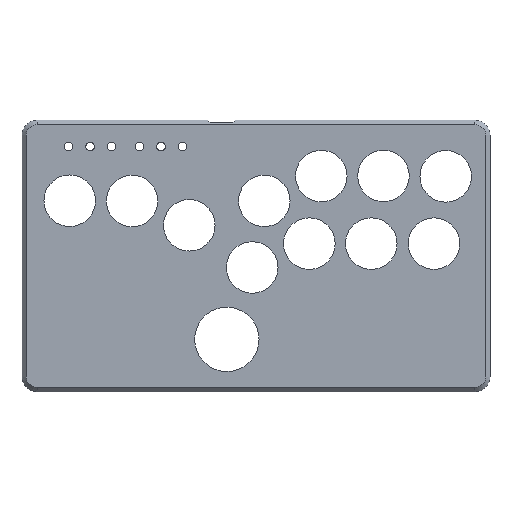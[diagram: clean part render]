
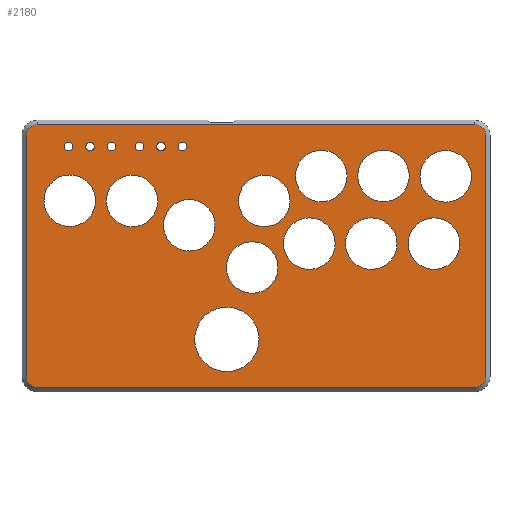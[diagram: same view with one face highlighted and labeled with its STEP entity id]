
A CAD part, top view. The second image highlights one B-rep face of the part: STEP entity #2180.
In plain terms, the highlighted planar face has unit normal (0, 0, 1).
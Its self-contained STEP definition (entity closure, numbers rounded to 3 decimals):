
#25=FACE_BOUND('',#340,.T.);
#26=FACE_BOUND('',#341,.T.);
#27=FACE_BOUND('',#342,.T.);
#28=FACE_BOUND('',#343,.T.);
#29=FACE_BOUND('',#344,.T.);
#30=FACE_BOUND('',#345,.T.);
#31=FACE_BOUND('',#346,.T.);
#32=FACE_BOUND('',#347,.T.);
#33=FACE_BOUND('',#348,.T.);
#34=FACE_BOUND('',#349,.T.);
#35=FACE_BOUND('',#350,.T.);
#36=FACE_BOUND('',#351,.T.);
#37=FACE_BOUND('',#352,.T.);
#38=FACE_BOUND('',#353,.T.);
#39=FACE_BOUND('',#354,.T.);
#40=FACE_BOUND('',#355,.T.);
#41=FACE_BOUND('',#356,.T.);
#42=FACE_BOUND('',#357,.T.);
#110=PLANE('',#2384);
#203=FACE_OUTER_BOUND('',#339,.T.);
#339=EDGE_LOOP('',(#1761,#1762,#1763,#1764,#1765,#1766,#1767,#1768));
#340=EDGE_LOOP('',(#1769));
#341=EDGE_LOOP('',(#1770));
#342=EDGE_LOOP('',(#1771));
#343=EDGE_LOOP('',(#1772));
#344=EDGE_LOOP('',(#1773));
#345=EDGE_LOOP('',(#1774));
#346=EDGE_LOOP('',(#1775));
#347=EDGE_LOOP('',(#1776));
#348=EDGE_LOOP('',(#1777));
#349=EDGE_LOOP('',(#1778));
#350=EDGE_LOOP('',(#1779));
#351=EDGE_LOOP('',(#1780));
#352=EDGE_LOOP('',(#1781));
#353=EDGE_LOOP('',(#1782));
#354=EDGE_LOOP('',(#1783));
#355=EDGE_LOOP('',(#1784));
#356=EDGE_LOOP('',(#1785));
#357=EDGE_LOOP('',(#1786));
#577=LINE('',#3569,#752);
#581=LINE('',#3578,#756);
#584=LINE('',#3586,#759);
#587=LINE('',#3594,#762);
#752=VECTOR('',#2863,10.);
#756=VECTOR('',#2873,10.);
#759=VECTOR('',#2882,10.);
#762=VECTOR('',#2891,10.);
#860=CIRCLE('',#2357,2.);
#861=CIRCLE('',#2359,2.);
#862=CIRCLE('',#2361,2.);
#863=CIRCLE('',#2363,2.);
#864=CIRCLE('',#2365,2.);
#865=CIRCLE('',#2367,2.);
#866=CIRCLE('',#2374,5.);
#867=CIRCLE('',#2377,5.);
#868=CIRCLE('',#2380,5.);
#869=CIRCLE('',#2383,5.);
#870=CIRCLE('',#2385,12.);
#871=CIRCLE('',#2386,12.);
#872=CIRCLE('',#2387,12.);
#873=CIRCLE('',#2388,12.);
#874=CIRCLE('',#2389,12.);
#875=CIRCLE('',#2390,12.);
#876=CIRCLE('',#2391,15.);
#877=CIRCLE('',#2392,12.);
#878=CIRCLE('',#2393,12.);
#879=CIRCLE('',#2394,12.);
#880=CIRCLE('',#2395,12.);
#881=CIRCLE('',#2396,12.);
#1050=VERTEX_POINT('',#3526);
#1051=VERTEX_POINT('',#3530);
#1052=VERTEX_POINT('',#3534);
#1053=VERTEX_POINT('',#3538);
#1054=VERTEX_POINT('',#3542);
#1055=VERTEX_POINT('',#3546);
#1059=VERTEX_POINT('',#3566);
#1060=VERTEX_POINT('',#3568);
#1061=VERTEX_POINT('',#3572);
#1062=VERTEX_POINT('',#3576);
#1063=VERTEX_POINT('',#3580);
#1064=VERTEX_POINT('',#3584);
#1065=VERTEX_POINT('',#3588);
#1066=VERTEX_POINT('',#3592);
#1067=VERTEX_POINT('',#3598);
#1068=VERTEX_POINT('',#3600);
#1069=VERTEX_POINT('',#3602);
#1070=VERTEX_POINT('',#3604);
#1071=VERTEX_POINT('',#3606);
#1072=VERTEX_POINT('',#3608);
#1073=VERTEX_POINT('',#3610);
#1074=VERTEX_POINT('',#3612);
#1075=VERTEX_POINT('',#3614);
#1076=VERTEX_POINT('',#3616);
#1077=VERTEX_POINT('',#3618);
#1078=VERTEX_POINT('',#3620);
#1292=EDGE_CURVE('',#1050,#1050,#860,.T.);
#1294=EDGE_CURVE('',#1051,#1051,#861,.T.);
#1296=EDGE_CURVE('',#1052,#1052,#862,.T.);
#1298=EDGE_CURVE('',#1053,#1053,#863,.T.);
#1300=EDGE_CURVE('',#1054,#1054,#864,.T.);
#1302=EDGE_CURVE('',#1055,#1055,#865,.T.);
#1313=EDGE_CURVE('',#1059,#1060,#577,.T.);
#1316=EDGE_CURVE('',#1061,#1059,#866,.T.);
#1318=EDGE_CURVE('',#1062,#1061,#581,.T.);
#1320=EDGE_CURVE('',#1063,#1062,#867,.T.);
#1322=EDGE_CURVE('',#1064,#1063,#584,.T.);
#1324=EDGE_CURVE('',#1065,#1064,#868,.T.);
#1326=EDGE_CURVE('',#1066,#1065,#587,.T.);
#1327=EDGE_CURVE('',#1060,#1066,#869,.T.);
#1328=EDGE_CURVE('',#1067,#1067,#870,.T.);
#1329=EDGE_CURVE('',#1068,#1068,#871,.T.);
#1330=EDGE_CURVE('',#1069,#1069,#872,.T.);
#1331=EDGE_CURVE('',#1070,#1070,#873,.T.);
#1332=EDGE_CURVE('',#1071,#1071,#874,.T.);
#1333=EDGE_CURVE('',#1072,#1072,#875,.T.);
#1334=EDGE_CURVE('',#1073,#1073,#876,.T.);
#1335=EDGE_CURVE('',#1074,#1074,#877,.T.);
#1336=EDGE_CURVE('',#1075,#1075,#878,.T.);
#1337=EDGE_CURVE('',#1076,#1076,#879,.T.);
#1338=EDGE_CURVE('',#1077,#1077,#880,.T.);
#1339=EDGE_CURVE('',#1078,#1078,#881,.T.);
#1761=ORIENTED_EDGE('',*,*,#1313,.F.);
#1762=ORIENTED_EDGE('',*,*,#1316,.F.);
#1763=ORIENTED_EDGE('',*,*,#1318,.F.);
#1764=ORIENTED_EDGE('',*,*,#1320,.F.);
#1765=ORIENTED_EDGE('',*,*,#1322,.F.);
#1766=ORIENTED_EDGE('',*,*,#1324,.F.);
#1767=ORIENTED_EDGE('',*,*,#1326,.F.);
#1768=ORIENTED_EDGE('',*,*,#1327,.F.);
#1769=ORIENTED_EDGE('',*,*,#1292,.T.);
#1770=ORIENTED_EDGE('',*,*,#1294,.T.);
#1771=ORIENTED_EDGE('',*,*,#1296,.T.);
#1772=ORIENTED_EDGE('',*,*,#1298,.T.);
#1773=ORIENTED_EDGE('',*,*,#1300,.T.);
#1774=ORIENTED_EDGE('',*,*,#1302,.T.);
#1775=ORIENTED_EDGE('',*,*,#1328,.T.);
#1776=ORIENTED_EDGE('',*,*,#1329,.T.);
#1777=ORIENTED_EDGE('',*,*,#1330,.T.);
#1778=ORIENTED_EDGE('',*,*,#1331,.T.);
#1779=ORIENTED_EDGE('',*,*,#1332,.T.);
#1780=ORIENTED_EDGE('',*,*,#1333,.T.);
#1781=ORIENTED_EDGE('',*,*,#1334,.T.);
#1782=ORIENTED_EDGE('',*,*,#1335,.T.);
#1783=ORIENTED_EDGE('',*,*,#1336,.T.);
#1784=ORIENTED_EDGE('',*,*,#1337,.T.);
#1785=ORIENTED_EDGE('',*,*,#1338,.T.);
#1786=ORIENTED_EDGE('',*,*,#1339,.T.);
#2180=ADVANCED_FACE('',(#203,#25,#26,#27,#28,#29,#30,#31,#32,#33,#34,#35,
#36,#37,#38,#39,#40,#41,#42),#110,.T.);
#2357=AXIS2_PLACEMENT_3D('',#3528,#2816,#2817);
#2359=AXIS2_PLACEMENT_3D('',#3532,#2821,#2822);
#2361=AXIS2_PLACEMENT_3D('',#3536,#2826,#2827);
#2363=AXIS2_PLACEMENT_3D('',#3540,#2831,#2832);
#2365=AXIS2_PLACEMENT_3D('',#3544,#2836,#2837);
#2367=AXIS2_PLACEMENT_3D('',#3548,#2841,#2842);
#2374=AXIS2_PLACEMENT_3D('',#3574,#2868,#2869);
#2377=AXIS2_PLACEMENT_3D('',#3582,#2877,#2878);
#2380=AXIS2_PLACEMENT_3D('',#3590,#2886,#2887);
#2383=AXIS2_PLACEMENT_3D('',#3596,#2894,#2895);
#2384=AXIS2_PLACEMENT_3D('',#3597,#2896,#2897);
#2385=AXIS2_PLACEMENT_3D('',#3599,#2898,#2899);
#2386=AXIS2_PLACEMENT_3D('',#3601,#2900,#2901);
#2387=AXIS2_PLACEMENT_3D('',#3603,#2902,#2903);
#2388=AXIS2_PLACEMENT_3D('',#3605,#2904,#2905);
#2389=AXIS2_PLACEMENT_3D('',#3607,#2906,#2907);
#2390=AXIS2_PLACEMENT_3D('',#3609,#2908,#2909);
#2391=AXIS2_PLACEMENT_3D('',#3611,#2910,#2911);
#2392=AXIS2_PLACEMENT_3D('',#3613,#2912,#2913);
#2393=AXIS2_PLACEMENT_3D('',#3615,#2914,#2915);
#2394=AXIS2_PLACEMENT_3D('',#3617,#2916,#2917);
#2395=AXIS2_PLACEMENT_3D('',#3619,#2918,#2919);
#2396=AXIS2_PLACEMENT_3D('',#3621,#2920,#2921);
#2816=DIRECTION('center_axis',(0.,0.,-1.));
#2817=DIRECTION('ref_axis',(-1.,0.,0.));
#2821=DIRECTION('center_axis',(0.,0.,-1.));
#2822=DIRECTION('ref_axis',(-1.,0.,0.));
#2826=DIRECTION('center_axis',(0.,0.,-1.));
#2827=DIRECTION('ref_axis',(-1.,0.,0.));
#2831=DIRECTION('center_axis',(0.,0.,-1.));
#2832=DIRECTION('ref_axis',(-1.,0.,0.));
#2836=DIRECTION('center_axis',(0.,0.,-1.));
#2837=DIRECTION('ref_axis',(-1.,0.,0.));
#2841=DIRECTION('center_axis',(0.,0.,-1.));
#2842=DIRECTION('ref_axis',(-1.,0.,0.));
#2863=DIRECTION('',(1.,0.,0.));
#2868=DIRECTION('center_axis',(0.,0.,-1.));
#2869=DIRECTION('ref_axis',(0.,1.,0.));
#2873=DIRECTION('',(0.,1.,0.));
#2877=DIRECTION('center_axis',(0.,0.,-1.));
#2878=DIRECTION('ref_axis',(-1.,0.,0.));
#2882=DIRECTION('',(-1.,0.,0.));
#2886=DIRECTION('center_axis',(0.,0.,-1.));
#2887=DIRECTION('ref_axis',(0.,-1.,0.));
#2891=DIRECTION('',(0.,-1.,0.));
#2894=DIRECTION('center_axis',(0.,0.,-1.));
#2895=DIRECTION('ref_axis',(1.,0.,0.));
#2896=DIRECTION('center_axis',(0.,0.,1.));
#2897=DIRECTION('ref_axis',(-1.,0.,0.));
#2898=DIRECTION('center_axis',(0.,0.,-1.));
#2899=DIRECTION('ref_axis',(-1.,0.,0.));
#2900=DIRECTION('center_axis',(0.,0.,-1.));
#2901=DIRECTION('ref_axis',(-1.,0.,0.));
#2902=DIRECTION('center_axis',(0.,0.,-1.));
#2903=DIRECTION('ref_axis',(-1.,0.,0.));
#2904=DIRECTION('center_axis',(0.,0.,-1.));
#2905=DIRECTION('ref_axis',(-1.,0.,0.));
#2906=DIRECTION('center_axis',(0.,0.,-1.));
#2907=DIRECTION('ref_axis',(-1.,0.,0.));
#2908=DIRECTION('center_axis',(0.,0.,-1.));
#2909=DIRECTION('ref_axis',(-1.,0.,0.));
#2910=DIRECTION('center_axis',(0.,0.,-1.));
#2911=DIRECTION('ref_axis',(-1.,0.,0.));
#2912=DIRECTION('center_axis',(0.,0.,-1.));
#2913=DIRECTION('ref_axis',(-1.,0.,0.));
#2914=DIRECTION('center_axis',(0.,0.,-1.));
#2915=DIRECTION('ref_axis',(-1.,0.,0.));
#2916=DIRECTION('center_axis',(0.,0.,-1.));
#2917=DIRECTION('ref_axis',(-1.,0.,0.));
#2918=DIRECTION('center_axis',(0.,0.,-1.));
#2919=DIRECTION('ref_axis',(-1.,0.,0.));
#2920=DIRECTION('center_axis',(0.,0.,-1.));
#2921=DIRECTION('ref_axis',(-1.,0.,0.));
#3526=CARTESIAN_POINT('',(-65.25,47.9,7.6));
#3528=CARTESIAN_POINT('Origin',(-67.25,47.9,7.6));
#3530=CARTESIAN_POINT('',(-32.25,47.9,7.6));
#3532=CARTESIAN_POINT('Origin',(-34.25,47.9,7.6));
#3534=CARTESIAN_POINT('',(-75.25,47.9,7.6));
#3536=CARTESIAN_POINT('Origin',(-77.25,47.9,7.6));
#3538=CARTESIAN_POINT('',(-52.25,47.9,7.6));
#3540=CARTESIAN_POINT('Origin',(-54.25,47.9,7.6));
#3542=CARTESIAN_POINT('',(-42.25,47.9,7.6));
#3544=CARTESIAN_POINT('Origin',(-44.25,47.9,7.6));
#3546=CARTESIAN_POINT('',(-85.25,47.9,7.6));
#3548=CARTESIAN_POINT('Origin',(-87.25,47.9,7.6));
#3566=CARTESIAN_POINT('',(-102.,58.15,7.6));
#3568=CARTESIAN_POINT('',(102.,58.15,7.6));
#3569=CARTESIAN_POINT('',(51.,58.15,7.6));
#3572=CARTESIAN_POINT('',(-107.,53.15,7.6));
#3574=CARTESIAN_POINT('Origin',(-102.,53.15,7.6));
#3576=CARTESIAN_POINT('',(-107.,-59.25,7.6));
#3578=CARTESIAN_POINT('',(-107.,25.05,7.6));
#3580=CARTESIAN_POINT('',(-102.,-64.25,7.6));
#3582=CARTESIAN_POINT('Origin',(-102.,-59.25,7.6));
#3584=CARTESIAN_POINT('',(102.,-64.25,7.6));
#3586=CARTESIAN_POINT('',(-51.,-64.25,7.6));
#3588=CARTESIAN_POINT('',(107.,-59.25,7.6));
#3590=CARTESIAN_POINT('Origin',(102.,-59.25,7.6));
#3592=CARTESIAN_POINT('',(107.,53.15,7.6));
#3594=CARTESIAN_POINT('',(107.,-31.15,7.6));
#3596=CARTESIAN_POINT('Origin',(102.,53.15,7.6));
#3597=CARTESIAN_POINT('Origin',(0.,-3.05,7.6));
#3598=CARTESIAN_POINT('',(10.25,-8.4,7.6));
#3599=CARTESIAN_POINT('Origin',(-1.75,-8.4,7.6));
#3600=CARTESIAN_POINT('',(-45.68,22.58,7.6));
#3601=CARTESIAN_POINT('Origin',(-57.68,22.58,7.6));
#3602=CARTESIAN_POINT('',(36.86,2.71,7.6));
#3603=CARTESIAN_POINT('Origin',(24.86,2.71,7.6));
#3604=CARTESIAN_POINT('',(100.36,34.05,7.6));
#3605=CARTESIAN_POINT('Origin',(88.36,34.05,7.6));
#3606=CARTESIAN_POINT('',(71.39,34.29,7.6));
#3607=CARTESIAN_POINT('Origin',(59.39,34.29,7.6));
#3608=CARTESIAN_POINT('',(-74.775,22.7,7.6));
#3609=CARTESIAN_POINT('Origin',(-86.775,22.7,7.6));
#3610=CARTESIAN_POINT('',(1.42,-41.87,7.6));
#3611=CARTESIAN_POINT('Origin',(-13.58,-41.87,7.6));
#3612=CARTESIAN_POINT('',(15.86,22.64,7.6));
#3613=CARTESIAN_POINT('Origin',(3.86,22.64,7.6));
#3614=CARTESIAN_POINT('',(94.92,2.71,7.6));
#3615=CARTESIAN_POINT('Origin',(82.92,2.71,7.6));
#3616=CARTESIAN_POINT('',(65.71,2.71,7.6));
#3617=CARTESIAN_POINT('Origin',(53.71,2.71,7.6));
#3618=CARTESIAN_POINT('',(42.42,34.17,7.6));
#3619=CARTESIAN_POINT('Origin',(30.42,34.17,7.6));
#3620=CARTESIAN_POINT('',(-19.08,11.23,7.6));
#3621=CARTESIAN_POINT('Origin',(-31.08,11.23,7.6));
